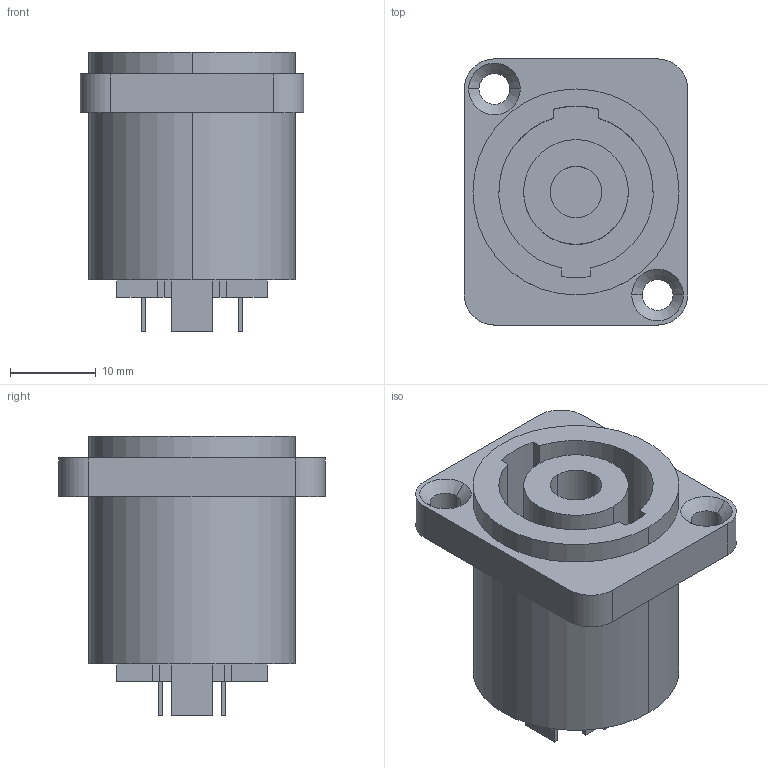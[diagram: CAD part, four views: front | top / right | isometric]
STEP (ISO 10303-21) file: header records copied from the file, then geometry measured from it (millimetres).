
FILE_DESCRIPTION((''),'2;1');
FILE_NAME('D-NL4MP','2008-11-19T',('odo'),(''),'PRO/ENGINEER BY PARAMETRIC TECHNOLOGY CORPORATION, 2007460','PRO/ENGINEER BY PARAMETRIC TECHNOLOGY CORPORATION, 2007460','');
FILE_SCHEMA(('CONFIG_CONTROL_DESIGN'));
Length unit declared in the file: millimetre
Products named in the file (1): D-NL4MP
Bounding box: 26 x 31 x 32.5 mm (x, y, z)
Volume: 10086.2 mm3; surface area: 6639.8 mm2
Topology: 1 solids, 1 shells, 88 faces, 224 edges, 148 vertices
Faces by surface type: plane 64, cylinder 20, cone 4
Entity records: 2686 total; most frequent: CARTESIAN_POINT 460, ORIENTED_EDGE 448, DIRECTION 444, EDGE_CURVE 224, VECTOR 180, LINE 180, VERTEX_POINT 148, AXIS2_PLACEMENT_3D 132
